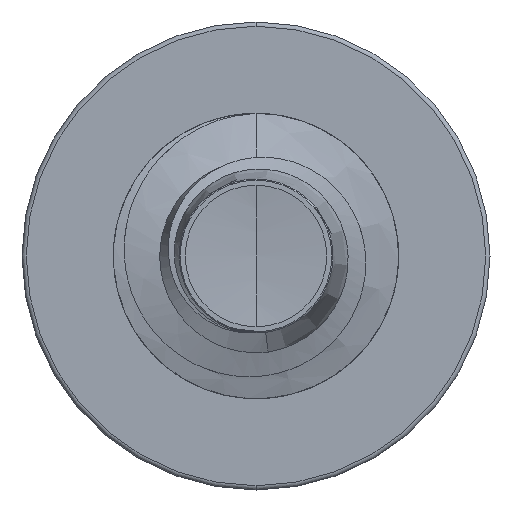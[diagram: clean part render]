
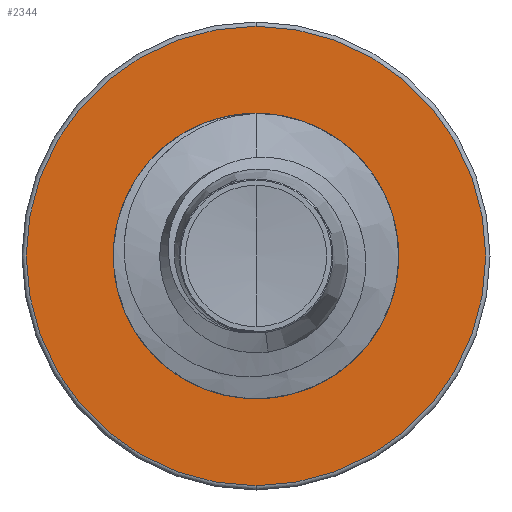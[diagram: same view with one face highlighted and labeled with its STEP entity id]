
A CAD part, front view. The second image highlights one B-rep face of the part: STEP entity #2344.
In plain terms, the highlighted planar face has unit normal (0, -1, 0).
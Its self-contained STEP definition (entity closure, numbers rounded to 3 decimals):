
#1101 = ORIENTED_EDGE ( 'NONE', *, *, #7678, .F. ) ;
#1264 = EDGE_LOOP ( 'NONE', ( #1101, #6284 ) ) ;
#1454 = DIRECTION ( 'NONE',  ( 0., 0., 1. ) ) ;
#1461 = DIRECTION ( 'NONE',  ( 0., 1., 0. ) ) ;
#1482 = PLANE ( 'NONE',  #7815 ) ;
#1633 = CARTESIAN_POINT ( 'NONE',  ( 0., 15., 4.025 ) ) ;
#2004 = CARTESIAN_POINT ( 'NONE',  ( 0., 15., 2.415 ) ) ;
#2212 = CARTESIAN_POINT ( 'NONE',  ( 0., 15., -2.415 ) ) ;
#2281 = CIRCLE ( 'NONE', #12938, 2.415 ) ;
#2344 = ADVANCED_FACE ( 'NONE', ( #17064, #7886 ), #1482, .F. ) ;
#2566 = DIRECTION ( 'NONE',  ( 0., 1., 0. ) ) ;
#2579 = ORIENTED_EDGE ( 'NONE', *, *, #3435, .T. ) ;
#2673 = DIRECTION ( 'NONE',  ( 0., 1., 0. ) ) ;
#3435 = EDGE_CURVE ( 'NONE', #6031, #6995, #6975, .T. ) ;
#4710 = EDGE_LOOP ( 'NONE', ( #2579, #16354 ) ) ;
#5263 = DIRECTION ( 'NONE',  ( 0., 0., 1. ) ) ;
#5291 = DIRECTION ( 'NONE',  ( 0., 1., 0. ) ) ;
#5310 = CARTESIAN_POINT ( 'NONE',  ( 0., 15., 0. ) ) ;
#6031 = VERTEX_POINT ( 'NONE', #2004 ) ;
#6284 = ORIENTED_EDGE ( 'NONE', *, *, #12015, .F. ) ;
#6975 = CIRCLE ( 'NONE', #13119, 2.415 ) ;
#6995 = VERTEX_POINT ( 'NONE', #10997 ) ;
#7678 = EDGE_CURVE ( 'NONE', #10399, #10843, #9210, .T. ) ;
#7815 = AXIS2_PLACEMENT_3D ( 'NONE', #2212, #1461, #1454 ) ;
#7886 = FACE_BOUND ( 'NONE', #4710, .T. ) ;
#8454 = CARTESIAN_POINT ( 'NONE',  ( 0., 15., 0. ) ) ;
#9210 = CIRCLE ( 'NONE', #9993, 4.025 ) ;
#9857 = DIRECTION ( 'NONE',  ( 0., 0., 1. ) ) ;
#9993 = AXIS2_PLACEMENT_3D ( 'NONE', #11471, #2566, #12658 ) ;
#10399 = VERTEX_POINT ( 'NONE', #1633 ) ;
#10843 = VERTEX_POINT ( 'NONE', #11113 ) ;
#10997 = CARTESIAN_POINT ( 'NONE',  ( 0., 15., -2.415 ) ) ;
#11113 = CARTESIAN_POINT ( 'NONE',  ( 0., 15., -4.025 ) ) ;
#11471 = CARTESIAN_POINT ( 'NONE',  ( 0., 15., 0. ) ) ;
#11546 = CARTESIAN_POINT ( 'NONE',  ( 0., 15., 0. ) ) ;
#12015 = EDGE_CURVE ( 'NONE', #10843, #10399, #13225, .T. ) ;
#12658 = DIRECTION ( 'NONE',  ( 0., 0., 1. ) ) ;
#12734 = DIRECTION ( 'NONE',  ( 0., 0., 1. ) ) ;
#12938 = AXIS2_PLACEMENT_3D ( 'NONE', #8454, #16493, #9857 ) ;
#13119 = AXIS2_PLACEMENT_3D ( 'NONE', #5310, #5291, #5263 ) ;
#13225 = CIRCLE ( 'NONE', #14224, 4.025 ) ;
#14224 = AXIS2_PLACEMENT_3D ( 'NONE', #11546, #2673, #12734 ) ;
#15335 = EDGE_CURVE ( 'NONE', #6995, #6031, #2281, .T. ) ;
#16354 = ORIENTED_EDGE ( 'NONE', *, *, #15335, .T. ) ;
#16493 = DIRECTION ( 'NONE',  ( 0., 1., 0. ) ) ;
#17064 = FACE_OUTER_BOUND ( 'NONE', #1264, .T. ) ;
